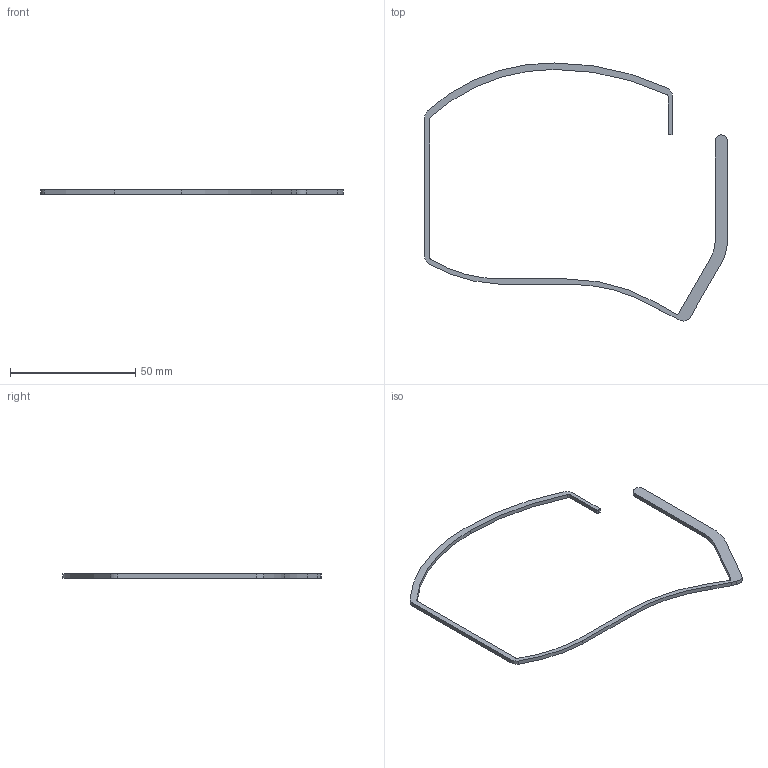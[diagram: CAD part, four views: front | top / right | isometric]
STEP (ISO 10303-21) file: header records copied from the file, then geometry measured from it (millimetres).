
FILE_DESCRIPTION(('KiCad electronic assembly'),'2;1');
FILE_NAME('swoop-mx-plate-base-platebody.step','2023-02-08T11:10:15',( 'Pcbnew'),('Kicad'),'Open CASCADE STEP processor 7.6', 'KiCad to STEP converter','Unknown');
FILE_SCHEMA(('AUTOMOTIVE_DESIGN { 1 0 10303 214 1 1 1 1 }'));
Length unit declared in the file: millimetre
Products named in the file (2): swoop-mx-plate-base-platebody 1; _autosave-swoop-mx-plate-base-platebody PCB
Assembly tree (1 placements, depth 2):
  swoop-mx-plate-base-platebody 1
    _autosave-swoop-mx-plate-base-platebody PCB
Bounding box: 120.94 x 103.08 x 1.6 mm (x, y, z)
Volume: 1587.1 mm3; surface area: 3145.8 mm2
Topology: 1 solids, 1 shells, 36 faces, 102 edges, 68 vertices
Faces by surface type: cylinder 20, plane 16
Entity records: 2559 total; most frequent: DIRECTION 422, CARTESIAN_POINT 412, LINE 226, VECTOR 226, ORIENTED_EDGE 204, PCURVE 204, DEFINITIONAL_REPRESENTATION 204, EDGE_CURVE 102
